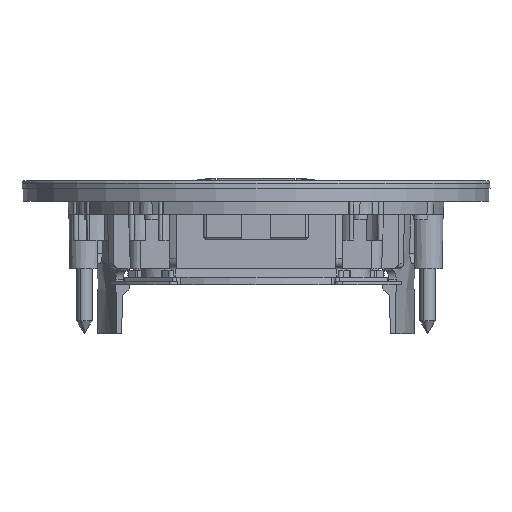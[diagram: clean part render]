
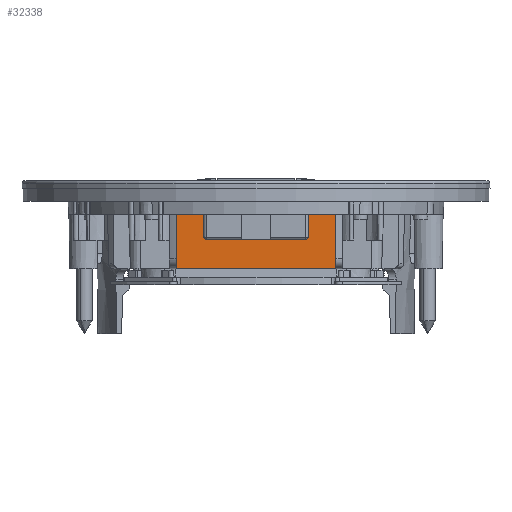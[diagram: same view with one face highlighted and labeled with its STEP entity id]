
A CAD part, front view. The second image highlights one B-rep face of the part: STEP entity #32338.
In plain terms, the highlighted planar face has unit normal (0, 1, 0.009).
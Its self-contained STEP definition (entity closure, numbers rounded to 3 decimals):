
#10450=AXIS2_PLACEMENT_3D('Plane Axis2P3D',#10447,#10448,#10449) ;
#10447=CARTESIAN_POINT('Axis2P3D Location',(0.,-24.25,-15.5)) ;
#32190=CARTESIAN_POINT('Vertex',(15.375,-24.25,-15.5)) ;
#32194=CARTESIAN_POINT('Control Point',(15.262,-24.363,-2.5)) ;
#32195=CARTESIAN_POINT('Control Point',(15.375,-24.25,-15.5)) ;
#32196=CARTESIAN_POINT('Vertex',(15.262,-24.363,-2.5)) ;
#32215=CARTESIAN_POINT('Control Point',(-15.262,-24.363,-2.5)) ;
#32216=CARTESIAN_POINT('Control Point',(-15.375,-24.25,-15.5)) ;
#32217=CARTESIAN_POINT('Vertex',(-15.262,-24.363,-2.5)) ;
#32219=CARTESIAN_POINT('Vertex',(-15.375,-24.25,-15.5)) ;
#32222=CARTESIAN_POINT('Line Origine',(0.,-24.363,-2.5)) ;
#32226=CARTESIAN_POINT('Vertex',(-8.327,-24.363,-2.5)) ;
#32230=CARTESIAN_POINT('Control Point',(-8.205,-24.303,-9.455)) ;
#32231=CARTESIAN_POINT('Control Point',(-8.327,-24.363,-2.5)) ;
#32232=CARTESIAN_POINT('Vertex',(-8.205,-24.303,-9.455)) ;
#32236=CARTESIAN_POINT('Control Point',(-7.905,-24.3,-9.75)) ;
#32237=CARTESIAN_POINT('Control Point',(-8.021,-24.3,-9.75)) ;
#32238=CARTESIAN_POINT('Control Point',(-8.14,-24.301,-9.689)) ;
#32239=CARTESIAN_POINT('Control Point',(-8.203,-24.302,-9.571)) ;
#32240=CARTESIAN_POINT('Control Point',(-8.205,-24.303,-9.455)) ;
#32241=CARTESIAN_POINT('Vertex',(-7.905,-24.3,-9.75)) ;
#32244=CARTESIAN_POINT('Line Origine',(0.,-24.3,-9.75)) ;
#32248=CARTESIAN_POINT('Vertex',(-7.295,-24.3,-9.75)) ;
#32252=CARTESIAN_POINT('Control Point',(-7.295,-24.3,-9.75)) ;
#32253=CARTESIAN_POINT('Control Point',(-7.179,-24.3,-9.75)) ;
#32254=CARTESIAN_POINT('Control Point',(-7.06,-24.301,-9.689)) ;
#32255=CARTESIAN_POINT('Control Point',(-6.997,-24.302,-9.571)) ;
#32256=CARTESIAN_POINT('Control Point',(-6.995,-24.303,-9.455)) ;
#32257=CARTESIAN_POINT('Vertex',(-6.995,-24.303,-9.455)) ;
#32261=CARTESIAN_POINT('Control Point',(-6.995,-24.303,-9.455)) ;
#32262=CARTESIAN_POINT('Control Point',(-6.873,-24.363,-2.5)) ;
#32263=CARTESIAN_POINT('Vertex',(-6.873,-24.363,-2.5)) ;
#32266=CARTESIAN_POINT('Line Origine',(0.,-24.363,-2.5)) ;
#32270=CARTESIAN_POINT('Vertex',(6.873,-24.363,-2.5)) ;
#32274=CARTESIAN_POINT('Control Point',(6.995,-24.303,-9.455)) ;
#32275=CARTESIAN_POINT('Control Point',(6.873,-24.363,-2.5)) ;
#32276=CARTESIAN_POINT('Vertex',(6.995,-24.303,-9.455)) ;
#32280=CARTESIAN_POINT('Control Point',(7.295,-24.3,-9.75)) ;
#32281=CARTESIAN_POINT('Control Point',(7.179,-24.3,-9.75)) ;
#32282=CARTESIAN_POINT('Control Point',(7.06,-24.301,-9.689)) ;
#32283=CARTESIAN_POINT('Control Point',(6.997,-24.302,-9.571)) ;
#32284=CARTESIAN_POINT('Control Point',(6.995,-24.303,-9.455)) ;
#32285=CARTESIAN_POINT('Vertex',(7.295,-24.3,-9.75)) ;
#32288=CARTESIAN_POINT('Line Origine',(0.,-24.3,-9.75)) ;
#32292=CARTESIAN_POINT('Vertex',(7.905,-24.3,-9.75)) ;
#32296=CARTESIAN_POINT('Control Point',(7.905,-24.3,-9.75)) ;
#32297=CARTESIAN_POINT('Control Point',(8.021,-24.3,-9.75)) ;
#32298=CARTESIAN_POINT('Control Point',(8.14,-24.301,-9.689)) ;
#32299=CARTESIAN_POINT('Control Point',(8.203,-24.302,-9.571)) ;
#32300=CARTESIAN_POINT('Control Point',(8.205,-24.303,-9.455)) ;
#32301=CARTESIAN_POINT('Vertex',(8.205,-24.303,-9.455)) ;
#32305=CARTESIAN_POINT('Control Point',(8.205,-24.303,-9.455)) ;
#32306=CARTESIAN_POINT('Control Point',(8.327,-24.363,-2.5)) ;
#32307=CARTESIAN_POINT('Vertex',(8.327,-24.363,-2.5)) ;
#32310=CARTESIAN_POINT('Line Origine',(0.,-24.363,-2.5)) ;
#32315=CARTESIAN_POINT('Line Origine',(0.,-24.25,-15.5)) ;
#10448=DIRECTION('Axis2P3D Direction',(0.,-1.,-0.009)) ;
#10449=DIRECTION('Axis2P3D XDirection',(1.,0.,0.)) ;
#32223=DIRECTION('Vector Direction',(1.,0.,0.)) ;
#32245=DIRECTION('Vector Direction',(1.,0.,0.)) ;
#32267=DIRECTION('Vector Direction',(1.,0.,0.)) ;
#32289=DIRECTION('Vector Direction',(1.,0.,0.)) ;
#32311=DIRECTION('Vector Direction',(1.,0.,0.)) ;
#32316=DIRECTION('Vector Direction',(1.,0.,0.)) ;
#32224=VECTOR('Line Direction',#32223,1.) ;
#32246=VECTOR('Line Direction',#32245,1.) ;
#32268=VECTOR('Line Direction',#32267,1.) ;
#32290=VECTOR('Line Direction',#32289,1.) ;
#32312=VECTOR('Line Direction',#32311,1.) ;
#32317=VECTOR('Line Direction',#32316,1.) ;
#32321=ORIENTED_EDGE('',*,*,#32221,.F.) ;
#32322=ORIENTED_EDGE('',*,*,#32228,.F.) ;
#32323=ORIENTED_EDGE('',*,*,#32234,.F.) ;
#32324=ORIENTED_EDGE('',*,*,#32243,.F.) ;
#32325=ORIENTED_EDGE('',*,*,#32250,.T.) ;
#32326=ORIENTED_EDGE('',*,*,#32259,.T.) ;
#32327=ORIENTED_EDGE('',*,*,#32265,.T.) ;
#32328=ORIENTED_EDGE('',*,*,#32272,.F.) ;
#32329=ORIENTED_EDGE('',*,*,#32278,.F.) ;
#32330=ORIENTED_EDGE('',*,*,#32287,.F.) ;
#32331=ORIENTED_EDGE('',*,*,#32294,.T.) ;
#32332=ORIENTED_EDGE('',*,*,#32303,.T.) ;
#32333=ORIENTED_EDGE('',*,*,#32309,.T.) ;
#32334=ORIENTED_EDGE('',*,*,#32314,.F.) ;
#32335=ORIENTED_EDGE('',*,*,#32198,.T.) ;
#32336=ORIENTED_EDGE('',*,*,#32319,.T.) ;
#32338=ADVANCED_FACE('Surface.205',(#32337),#10451,.F.) ;
#32193=B_SPLINE_CURVE_WITH_KNOTS('',1,(#32194,#32195),.UNSPECIFIED.,.F.,.U.,(2,2),(-6.5,6.5),.UNSPECIFIED.) ;
#32214=B_SPLINE_CURVE_WITH_KNOTS('',1,(#32215,#32216),.UNSPECIFIED.,.F.,.U.,(2,2),(-6.5,6.5),.UNSPECIFIED.) ;
#32229=B_SPLINE_CURVE_WITH_KNOTS('',1,(#32230,#32231),.UNSPECIFIED.,.F.,.U.,(2,2),(-3.478,3.478),.UNSPECIFIED.) ;
#32235=B_SPLINE_CURVE_WITH_KNOTS('',4,(#32236,#32237,#32238,#32239,#32240),.UNSPECIFIED.,.F.,.U.,(5,5),(0.,0.658),.UNSPECIFIED.) ;
#32251=B_SPLINE_CURVE_WITH_KNOTS('',4,(#32252,#32253,#32254,#32255,#32256),.UNSPECIFIED.,.F.,.U.,(5,5),(0.,0.658),.UNSPECIFIED.) ;
#32260=B_SPLINE_CURVE_WITH_KNOTS('',1,(#32261,#32262),.UNSPECIFIED.,.F.,.U.,(2,2),(-3.478,3.478),.UNSPECIFIED.) ;
#32273=B_SPLINE_CURVE_WITH_KNOTS('',1,(#32274,#32275),.UNSPECIFIED.,.F.,.U.,(2,2),(-3.478,3.478),.UNSPECIFIED.) ;
#32279=B_SPLINE_CURVE_WITH_KNOTS('',4,(#32280,#32281,#32282,#32283,#32284),.UNSPECIFIED.,.F.,.U.,(5,5),(0.,0.658),.UNSPECIFIED.) ;
#32295=B_SPLINE_CURVE_WITH_KNOTS('',4,(#32296,#32297,#32298,#32299,#32300),.UNSPECIFIED.,.F.,.U.,(5,5),(0.,0.658),.UNSPECIFIED.) ;
#32304=B_SPLINE_CURVE_WITH_KNOTS('',1,(#32305,#32306),.UNSPECIFIED.,.F.,.U.,(2,2),(-3.478,3.478),.UNSPECIFIED.) ;
#32198=EDGE_CURVE('',#32197,#32191,#32193,.T.) ;
#32221=EDGE_CURVE('',#32218,#32220,#32214,.T.) ;
#32228=EDGE_CURVE('',#32227,#32218,#32225,.F.) ;
#32234=EDGE_CURVE('',#32233,#32227,#32229,.T.) ;
#32243=EDGE_CURVE('',#32242,#32233,#32235,.T.) ;
#32250=EDGE_CURVE('',#32242,#32249,#32247,.T.) ;
#32259=EDGE_CURVE('',#32249,#32258,#32251,.T.) ;
#32265=EDGE_CURVE('',#32258,#32264,#32260,.T.) ;
#32272=EDGE_CURVE('',#32271,#32264,#32269,.F.) ;
#32278=EDGE_CURVE('',#32277,#32271,#32273,.T.) ;
#32287=EDGE_CURVE('',#32286,#32277,#32279,.T.) ;
#32294=EDGE_CURVE('',#32286,#32293,#32291,.T.) ;
#32303=EDGE_CURVE('',#32293,#32302,#32295,.T.) ;
#32309=EDGE_CURVE('',#32302,#32308,#32304,.T.) ;
#32314=EDGE_CURVE('',#32197,#32308,#32313,.F.) ;
#32319=EDGE_CURVE('',#32191,#32220,#32318,.F.) ;
#32320=EDGE_LOOP('',(#32321,#32322,#32323,#32324,#32325,#32326,#32327,#32328,#32329,#32330,#32331,#32332,#32333,#32334,#32335,#32336)) ;
#32337=FACE_OUTER_BOUND('',#32320,.T.) ;
#32225=LINE('Line',#32222,#32224) ;
#32247=LINE('Line',#32244,#32246) ;
#32269=LINE('Line',#32266,#32268) ;
#32291=LINE('Line',#32288,#32290) ;
#32313=LINE('Line',#32310,#32312) ;
#32318=LINE('Line',#32315,#32317) ;
#10451=PLANE('',#10450) ;
#32191=VERTEX_POINT('',#32190) ;
#32197=VERTEX_POINT('',#32196) ;
#32218=VERTEX_POINT('',#32217) ;
#32220=VERTEX_POINT('',#32219) ;
#32227=VERTEX_POINT('',#32226) ;
#32233=VERTEX_POINT('',#32232) ;
#32242=VERTEX_POINT('',#32241) ;
#32249=VERTEX_POINT('',#32248) ;
#32258=VERTEX_POINT('',#32257) ;
#32264=VERTEX_POINT('',#32263) ;
#32271=VERTEX_POINT('',#32270) ;
#32277=VERTEX_POINT('',#32276) ;
#32286=VERTEX_POINT('',#32285) ;
#32293=VERTEX_POINT('',#32292) ;
#32302=VERTEX_POINT('',#32301) ;
#32308=VERTEX_POINT('',#32307) ;
